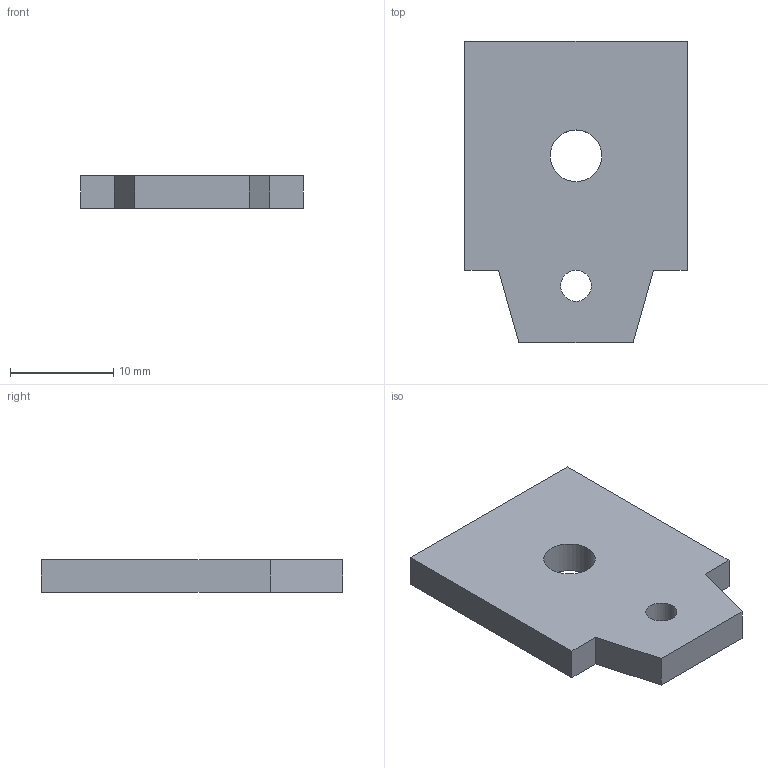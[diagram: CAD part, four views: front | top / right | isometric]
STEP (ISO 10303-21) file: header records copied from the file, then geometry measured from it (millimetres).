
FILE_DESCRIPTION(('HOOPS Exchange Step'),'2;1');
FILE_NAME('fcc8926464be0c03e3bd1c9c2527fc4e20220123-1-1ebyify.SLDPRT.step','2022-01-23T18:15:51+00:00',('root'),('Unknown organisation'),'HOOPS Exchange 2021.0','HOOPS Exchange','Unknown authorisation');
FILE_SCHEMA( ('AUTOMOTIVE_DESIGN { 1 0 10303 214 1 1 1 1 }') );
Length unit declared in the file: millimetre
Products named in the file (2): Défaut; fcc8926464be0c03e3bd1c9c2527fc4e20220123-1-1ebyify
Assembly tree (1 placements, depth 2):
  fcc8926464be0c03e3bd1c9c2527fc4e20220123-1-1ebyify
    Défaut
Bounding box: 21.5 x 29.15 x 3.15 mm (x, y, z)
Volume: 1703.2 mm3; surface area: 1468.9 mm2
Topology: 1 solids, 1 shells, 12 faces, 34 edges, 24 vertices
Faces by surface type: plane 10, cylinder 2
Full cylindrical faces by diameter (mm): 3 x1, 5 x1
Entity records: 453 total; most frequent: CARTESIAN_POINT 73, DIRECTION 72, ORIENTED_EDGE 68, EDGE_CURVE 34, VECTOR 26, LINE 26, VERTEX_POINT 24, AXIS2_PLACEMENT_3D 23
